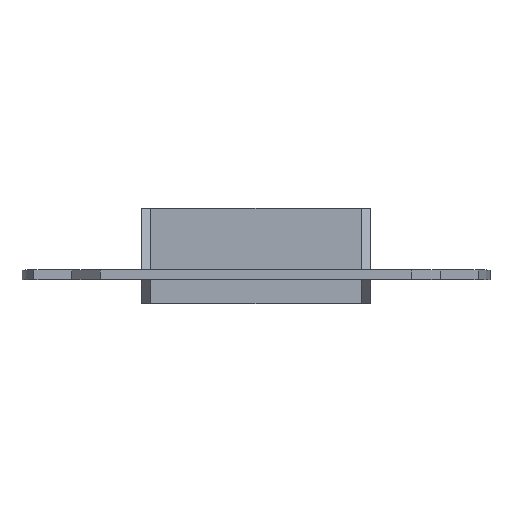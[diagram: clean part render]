
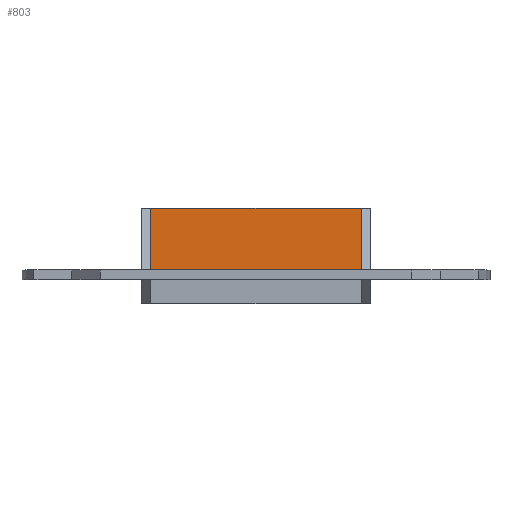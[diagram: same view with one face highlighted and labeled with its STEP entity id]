
A CAD part, top view. The second image highlights one B-rep face of the part: STEP entity #803.
In plain terms, the highlighted planar face has unit normal (0, 0, 1).
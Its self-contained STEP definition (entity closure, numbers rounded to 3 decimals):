
#86=FACE_OUTER_BOUND('',#129,.T.);
#129=EDGE_LOOP('',(#550,#551,#552,#553));
#187=LINE('',#1193,#268);
#189=LINE('',#1197,#270);
#190=LINE('',#1199,#271);
#191=LINE('',#1200,#272);
#268=VECTOR('',#944,10.);
#270=VECTOR('',#948,10.);
#271=VECTOR('',#949,10.);
#272=VECTOR('',#950,10.);
#346=VERTEX_POINT('',#1189);
#348=VERTEX_POINT('',#1192);
#349=VERTEX_POINT('',#1196);
#350=VERTEX_POINT('',#1198);
#427=EDGE_CURVE('',#348,#346,#187,.T.);
#429=EDGE_CURVE('',#348,#349,#189,.T.);
#430=EDGE_CURVE('',#346,#350,#190,.T.);
#431=EDGE_CURVE('',#350,#349,#191,.T.);
#550=ORIENTED_EDGE('',*,*,#429,.F.);
#551=ORIENTED_EDGE('',*,*,#427,.T.);
#552=ORIENTED_EDGE('',*,*,#430,.T.);
#553=ORIENTED_EDGE('',*,*,#431,.T.);
#779=PLANE('',#848);
#803=ADVANCED_FACE('',(#86),#779,.F.);
#848=AXIS2_PLACEMENT_3D('',#1195,#946,#947);
#944=DIRECTION('',(0.,-1.,0.));
#946=DIRECTION('center_axis',(0.,0.,-1.));
#947=DIRECTION('ref_axis',(0.,1.,0.));
#948=DIRECTION('',(1.,0.,0.));
#949=DIRECTION('',(1.,0.,0.));
#950=DIRECTION('',(0.,1.,0.));
#1189=CARTESIAN_POINT('',(-22.,2.,2.));
#1192=CARTESIAN_POINT('',(-22.,15.,2.));
#1193=CARTESIAN_POINT('',(-22.,2.,2.));
#1195=CARTESIAN_POINT('Origin',(0.,2.,2.));
#1196=CARTESIAN_POINT('',(22.,15.,2.));
#1197=CARTESIAN_POINT('',(24.,15.,2.));
#1198=CARTESIAN_POINT('',(22.,2.,2.));
#1199=CARTESIAN_POINT('',(0.,2.,2.));
#1200=CARTESIAN_POINT('',(22.,2.,2.));
